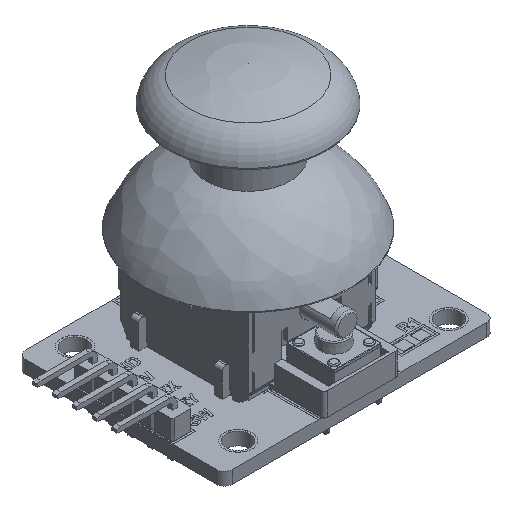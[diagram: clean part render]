
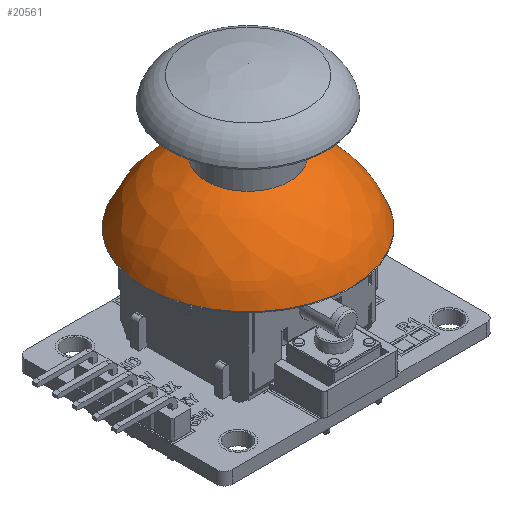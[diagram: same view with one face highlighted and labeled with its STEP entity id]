
A CAD part, isometric view. The second image highlights one B-rep face of the part: STEP entity #20561.
In plain terms, the highlighted free-form (B-spline) face has degree [2, 2] with [3, 9] control points.
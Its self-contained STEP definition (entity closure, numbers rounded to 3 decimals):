
#17=(
BOUNDED_SURFACE()
B_SPLINE_SURFACE(2,2,((#35219,#35220,#35221,#35222,#35223,#35224,#35225,
#35226,#35227),(#35228,#35229,#35230,#35231,#35232,#35233,#35234,#35235,
#35236),(#35237,#35238,#35239,#35240,#35241,#35242,#35243,#35244,#35245)),
 .UNSPECIFIED.,.F.,.T.,.F.)
B_SPLINE_SURFACE_WITH_KNOTS((3,3),(3,2,2,2,3),(0.337,1.238),
(-3.142,-1.571,0.,1.571,
3.142),.UNSPECIFIED.)
GEOMETRIC_REPRESENTATION_ITEM()
RATIONAL_B_SPLINE_SURFACE(((1.,0.707,1.,0.707,1.,
0.707,1.,0.707,1.),(0.9,0.637,
0.9,0.637,0.9,0.637,0.9,
0.637,0.9),(1.,0.707,1.,0.707,
1.,0.707,1.,0.707,1.)))
REPRESENTATION_ITEM('')
SURFACE()
);
#1259=CIRCLE('',#22428,12.954);
#1260=CIRCLE('',#22429,12.954);
#1264=CIRCLE('',#22433,12.484);
#1265=CIRCLE('',#22434,5.25);
#2622=FACE_OUTER_BOUND('',#3898,.T.);
#3898=EDGE_LOOP('',(#18427,#18428,#18429,#18430,#18431));
#9833=VERTEX_POINT('',#35149);
#9834=VERTEX_POINT('',#35151);
#9837=VERTEX_POINT('',#35246);
#12703=EDGE_CURVE('',#9833,#9834,#1259,.T.);
#12704=EDGE_CURVE('',#9834,#9833,#1260,.T.);
#12708=EDGE_CURVE('',#9834,#9837,#1264,.T.);
#12709=EDGE_CURVE('',#9837,#9837,#1265,.T.);
#18427=ORIENTED_EDGE('',*,*,#12703,.F.);
#18428=ORIENTED_EDGE('',*,*,#12704,.F.);
#18429=ORIENTED_EDGE('',*,*,#12708,.T.);
#18430=ORIENTED_EDGE('',*,*,#12709,.T.);
#18431=ORIENTED_EDGE('',*,*,#12708,.F.);
#20561=ADVANCED_FACE('',(#2622),#17,.F.);
#22428=AXIS2_PLACEMENT_3D('',#35152,#27540,#27541);
#22429=AXIS2_PLACEMENT_3D('',#35153,#27542,#27543);
#22433=AXIS2_PLACEMENT_3D('',#35247,#27550,#27551);
#22434=AXIS2_PLACEMENT_3D('',#35248,#27552,#27553);
#27540=DIRECTION('center_axis',(0.,0.,-1.));
#27541=DIRECTION('ref_axis',(0.811,0.585,0.));
#27542=DIRECTION('center_axis',(0.,0.,-1.));
#27543=DIRECTION('ref_axis',(0.811,0.585,0.));
#27550=DIRECTION('center_axis',(0.,1.,0.));
#27551=DIRECTION('ref_axis',(-1.,0.,0.));
#27552=DIRECTION('center_axis',(0.,0.,-1.));
#27553=DIRECTION('ref_axis',(1.,0.,0.));
#35149=CARTESIAN_POINT('',(12.954,0.,4.133));
#35151=CARTESIAN_POINT('',(-12.954,0.,4.133));
#35152=CARTESIAN_POINT('Origin',(0.,0.,
4.133));
#35153=CARTESIAN_POINT('Origin',(0.,0.,
4.133));
#35219=CARTESIAN_POINT('Ctrl Pts',(-12.954,0.,
4.133));
#35220=CARTESIAN_POINT('Ctrl Pts',(-12.954,-12.954,
4.133));
#35221=CARTESIAN_POINT('Ctrl Pts',(0.,-12.954,
4.133));
#35222=CARTESIAN_POINT('Ctrl Pts',(12.954,-12.954,4.133));
#35223=CARTESIAN_POINT('Ctrl Pts',(12.954,0.,
4.133));
#35224=CARTESIAN_POINT('Ctrl Pts',(12.954,12.954,4.133));
#35225=CARTESIAN_POINT('Ctrl Pts',(0.,12.954,
4.133));
#35226=CARTESIAN_POINT('Ctrl Pts',(-12.954,12.954,4.133));
#35227=CARTESIAN_POINT('Ctrl Pts',(-12.954,0.,
4.133));
#35228=CARTESIAN_POINT('Ctrl Pts',(-10.956,0.,
9.829));
#35229=CARTESIAN_POINT('Ctrl Pts',(-10.956,-10.956,9.829));
#35230=CARTESIAN_POINT('Ctrl Pts',(0.,-10.956,
9.829));
#35231=CARTESIAN_POINT('Ctrl Pts',(10.956,-10.956,9.829));
#35232=CARTESIAN_POINT('Ctrl Pts',(10.956,0.,
9.829));
#35233=CARTESIAN_POINT('Ctrl Pts',(10.956,10.956,9.829));
#35234=CARTESIAN_POINT('Ctrl Pts',(0.,10.956,
9.829));
#35235=CARTESIAN_POINT('Ctrl Pts',(-10.956,10.956,9.829));
#35236=CARTESIAN_POINT('Ctrl Pts',(-10.956,0.,
9.829));
#35237=CARTESIAN_POINT('Ctrl Pts',(-5.25,0.,
11.8));
#35238=CARTESIAN_POINT('Ctrl Pts',(-5.25,-5.25,
11.8));
#35239=CARTESIAN_POINT('Ctrl Pts',(0.,-5.25,
11.8));
#35240=CARTESIAN_POINT('Ctrl Pts',(5.25,-5.25,11.8));
#35241=CARTESIAN_POINT('Ctrl Pts',(5.25,0.,
11.8));
#35242=CARTESIAN_POINT('Ctrl Pts',(5.25,5.25,11.8));
#35243=CARTESIAN_POINT('Ctrl Pts',(0.,5.25,
11.8));
#35244=CARTESIAN_POINT('Ctrl Pts',(-5.25,5.25,11.8));
#35245=CARTESIAN_POINT('Ctrl Pts',(-5.25,0.,
11.8));
#35246=CARTESIAN_POINT('',(-5.25,0.,11.8));
#35247=CARTESIAN_POINT('Origin',(-1.174,0.,
0.));
#35248=CARTESIAN_POINT('Origin',(0.,0.,11.8));
